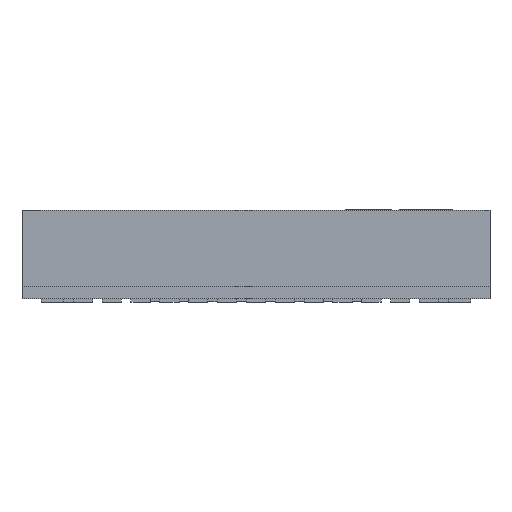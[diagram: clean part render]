
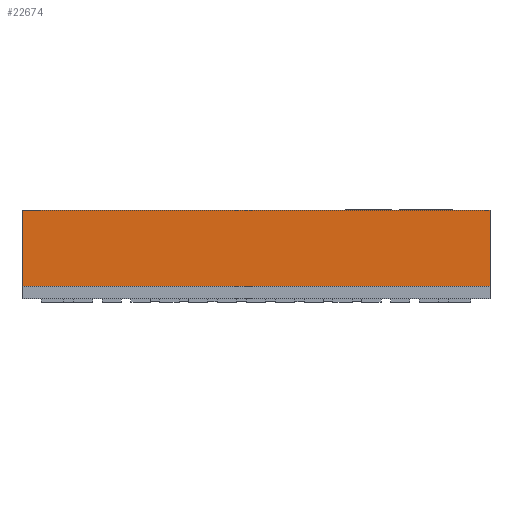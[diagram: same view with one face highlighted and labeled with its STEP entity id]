
A CAD part, front view. The second image highlights one B-rep face of the part: STEP entity #22674.
In plain terms, the highlighted planar face has unit normal (0, -1, 0).
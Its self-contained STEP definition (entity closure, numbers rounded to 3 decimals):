
#92 = VERTEX_POINT ( 'NONE', #6637 ) ;
#119 = VECTOR ( 'NONE', #21443, 1000. ) ;
#535 = LINE ( 'NONE', #1001, #2910 ) ;
#1001 = CARTESIAN_POINT ( 'NONE',  ( -3.65, -5.5, 1.428 ) ) ;
#2273 = DIRECTION ( 'NONE',  ( 1., 0., 0. ) ) ;
#2910 = VECTOR ( 'NONE', #3020, 1000. ) ;
#3020 = DIRECTION ( 'NONE',  ( 1., 0., 0. ) ) ;
#4368 = EDGE_CURVE ( 'NONE', #20303, #92, #11104, .T. ) ;
#4531 = CARTESIAN_POINT ( 'NONE',  ( -3.65, -5.5, 0.242 ) ) ;
#4775 = DIRECTION ( 'NONE',  ( 0., -1., 0. ) ) ;
#5152 = EDGE_LOOP ( 'NONE', ( #27478, #7063, #8705, #30399 ) ) ;
#5752 = CARTESIAN_POINT ( 'NONE',  ( 3.65, -5.5, 0.242 ) ) ;
#5852 = EDGE_CURVE ( 'NONE', #92, #12284, #535, .T. ) ;
#6637 = CARTESIAN_POINT ( 'NONE',  ( -3.65, -5.5, 1.428 ) ) ;
#6843 = LINE ( 'NONE', #4531, #119 ) ;
#7063 = ORIENTED_EDGE ( 'NONE', *, *, #22646, .T. ) ;
#8705 = ORIENTED_EDGE ( 'NONE', *, *, #5852, .F. ) ;
#8843 = CARTESIAN_POINT ( 'NONE',  ( 3.65, -5.5, 1.428 ) ) ;
#9315 = VECTOR ( 'NONE', #29639, 1000. ) ;
#9694 = PLANE ( 'NONE',  #16755 ) ;
#11104 = LINE ( 'NONE', #20499, #9315 ) ;
#12284 = VERTEX_POINT ( 'NONE', #8843 ) ;
#13122 = LINE ( 'NONE', #22498, #22668 ) ;
#13315 = EDGE_CURVE ( 'NONE', #27366, #20303, #6843, .T. ) ;
#16755 = AXIS2_PLACEMENT_3D ( 'NONE', #30521, #4775, #2273 ) ;
#20303 = VERTEX_POINT ( 'NONE', #25008 ) ;
#20499 = CARTESIAN_POINT ( 'NONE',  ( -3.65, -5.5, -13.202 ) ) ;
#20639 = DIRECTION ( 'NONE',  ( 0., 0., 1. ) ) ;
#21405 = FACE_OUTER_BOUND ( 'NONE', #5152, .T. ) ;
#21443 = DIRECTION ( 'NONE',  ( -1., 0., 0. ) ) ;
#22498 = CARTESIAN_POINT ( 'NONE',  ( 3.65, -5.5, -13.202 ) ) ;
#22646 = EDGE_CURVE ( 'NONE', #27366, #12284, #13122, .T. ) ;
#22668 = VECTOR ( 'NONE', #20639, 1000. ) ;
#22674 = ADVANCED_FACE ( 'NONE', ( #21405 ), #9694, .T. ) ;
#25008 = CARTESIAN_POINT ( 'NONE',  ( -3.65, -5.5, 0.242 ) ) ;
#27366 = VERTEX_POINT ( 'NONE', #5752 ) ;
#27478 = ORIENTED_EDGE ( 'NONE', *, *, #13315, .F. ) ;
#29639 = DIRECTION ( 'NONE',  ( 0., 0., 1. ) ) ;
#30399 = ORIENTED_EDGE ( 'NONE', *, *, #4368, .F. ) ;
#30521 = CARTESIAN_POINT ( 'NONE',  ( -3.65, -5.5, -13.202 ) ) ;
